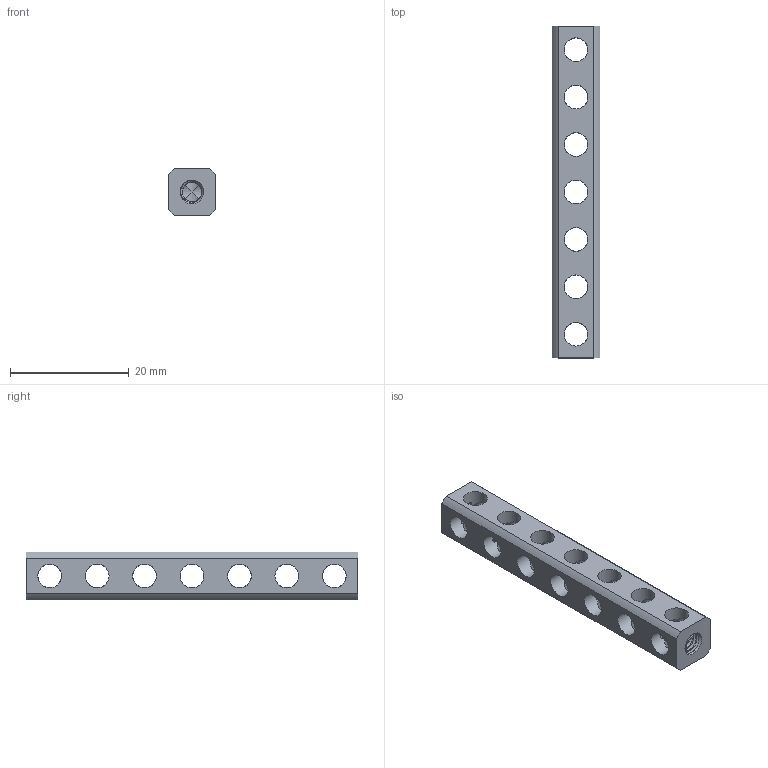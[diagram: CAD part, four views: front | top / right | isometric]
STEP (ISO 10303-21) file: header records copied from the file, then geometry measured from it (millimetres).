
FILE_DESCRIPTION( ( '' ), ' ' );
FILE_NAME( '5a2ac76172ac810ef6302de0.step', '2017-12-08T17:09:53', ( '' ), ( '' ), ' ', ' ', ' ' );
FILE_SCHEMA( ( 'AUTOMOTIVE_DESIGN { 1 0 10303 214 1 1 1 1 }' ) );
Length unit declared in the file: metre
Products named in the file (1): 1119-0007-0056
Bounding box: 8 x 56 x 8 mm (x, y, z)
Volume: 2246.2 mm3; surface area: 2537.4 mm2
Topology: 1 solids, 1 shells, 114 faces, 532 edges, 400 vertices
Faces by surface type: cylinder 80, bspline 26, plane 6, cone 2
Full cylindrical faces by diameter (mm): 4 x28
Entity records: 8957 total; most frequent: CARTESIAN_POINT 4484, ORIENTED_EDGE 1008, DIRECTION 506, EDGE_CURVE 504, VERTEX_POINT 400, AXIS2_PLACEMENT_3D 245, EDGE_LOOP 172, B_SPLINE_CURVE_WITH_KNOTS 144
